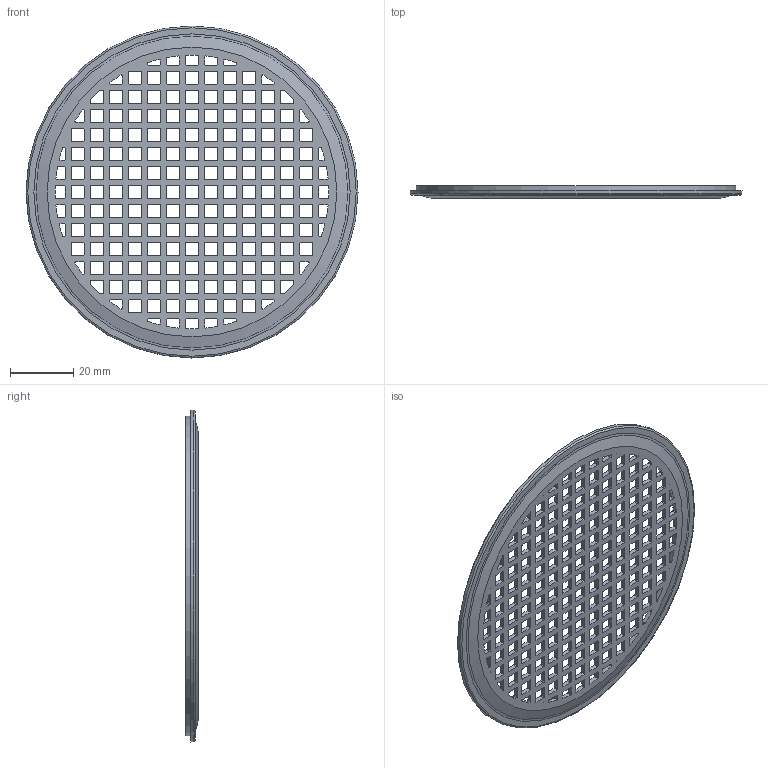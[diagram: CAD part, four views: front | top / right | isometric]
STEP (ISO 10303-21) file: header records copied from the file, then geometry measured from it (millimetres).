
FILE_DESCRIPTION(/* description */ (''),/* implementation_level */ '2;1');
FILE_NAME(/* name */ 'custom filter lid.step',/* time_stamp */ '2020-12-19T19:22:04-05:00',/* author */ (''),/* organization */ (''),/* preprocessor_version */ 'ST-DEVELOPER v18.1',/* originating_system */ 'Autodesk Translation Framework v9.7.1.1290',/* authorisation */ '');
FILE_SCHEMA (('AUTOMOTIVE_DESIGN { 1 0 10303 214 3 1 1 }'));
Length unit declared in the file: millimetre
Products named in the file (2): Custom Filter Assembly; Lid v2
Assembly tree (1 placements, depth 2):
  Custom Filter Assembly
    Lid v2
Bounding box: 104.79 x 3.91 x 104.79 mm (x, y, z)
Volume: 8928.8 mm3; surface area: 17194.1 mm2
Topology: 1 solids, 1 shells, 1460 faces, 4338 edges, 2891 vertices
Faces by surface type: cone 693, plane 693, bspline 64, cylinder 8, torus 2
Entity records: 51403 total; most frequent: CARTESIAN_POINT 10504, ORIENTED_EDGE 8676, DIRECTION 8417, EDGE_CURVE 4338, VERTEX_POINT 2891, LINE 2809, VECTOR 2809, AXIS2_PLACEMENT_3D 2804
